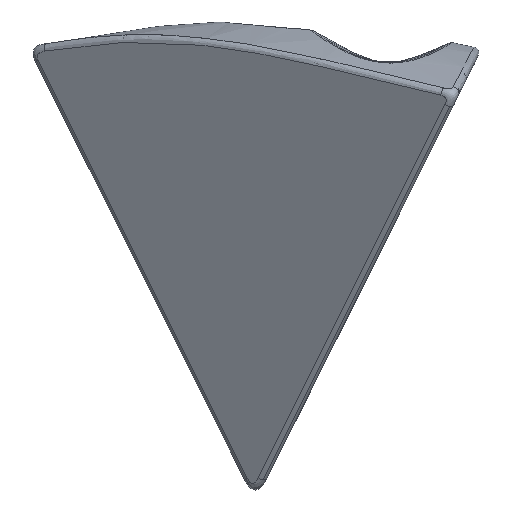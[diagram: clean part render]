
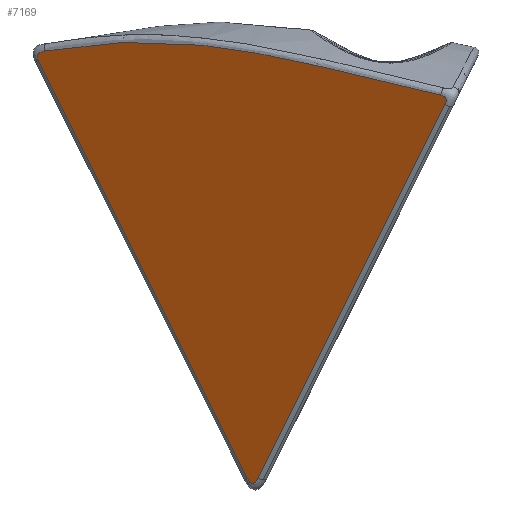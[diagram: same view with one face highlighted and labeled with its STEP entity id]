
A CAD part, left-side view. The second image highlights one B-rep face of the part: STEP entity #7169.
In plain terms, the highlighted planar face has unit normal (-0.873, 0.436, -0.218).
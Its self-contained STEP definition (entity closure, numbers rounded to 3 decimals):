
#4456=CARTESIAN_POINT('POINT17',(-0.175,
   6.939,14.577));
#4457=VERTEX_POINT('VERTEX17',#4456);
#4458=CARTESIAN_POINT('POINT18',(-0.351,
   6.737,14.877));
#4459=VERTEX_POINT('VERTEX18',#4458);
#4460=(BOUNDED_CURVE() B_SPLINE_CURVE(2,(#4461,#4462,#4463),
   .UNSPECIFIED.,.F.,.F.) B_SPLINE_CURVE_WITH_KNOTS((3,3),(0.,
   1.),.UNSPECIFIED.) CURVE() GEOMETRIC_REPRESENTATION_ITEM() 
   RATIONAL_B_SPLINE_CURVE((1.,1.,1.)) 
   REPRESENTATION_ITEM('SPLINE_CRV23'));
#4461=CARTESIAN_POINT('',(-0.175,6.939,
   14.577));
#4462=CARTESIAN_POINT('',(-0.175,7.061,
   14.82));
#4463=CARTESIAN_POINT('',(-0.351,6.737,
   14.877));
#4464=EDGE_CURVE('EDGE23',#4457,#4459,#4460,.T.);
#4829=CARTESIAN_POINT('POINT22',(-6.436,
   -6.148,13.446));
#4830=VERTEX_POINT('VERTEX22',#4829);
#4831=B_SPLINE_CURVE_WITH_KNOTS('SPLINE_CRV27',3,(#4832,#4833,#4834,
   #4835,#4836,#4837,#4838,#4839,#4840),.UNSPECIFIED.,.F.,.F.,(4,1,1,1,1
   ,1,4),(0.,0.187,0.322,
   0.5,0.673,0.841,
   1.),.UNSPECIFIED.);
#4832=CARTESIAN_POINT('',(-0.351,6.737,
   14.877));
#4833=CARTESIAN_POINT('',(-0.775,5.956,
   15.011));
#4834=CARTESIAN_POINT('',(-1.499,4.592,
   15.18));
#4835=CARTESIAN_POINT('',(-2.575,2.438,
   15.176));
#4836=CARTESIAN_POINT('',(-3.566,0.33,
   14.924));
#4837=CARTESIAN_POINT('',(-4.572,-1.91,
   14.466));
#4838=CARTESIAN_POINT('',(-5.515,-4.06,
   13.938));
#4839=CARTESIAN_POINT('',(-6.132,-5.465,
   13.597));
#4840=CARTESIAN_POINT('',(-6.436,-6.148,
   13.446));
#4841=EDGE_CURVE('EDGE29',#4459,#4830,#4831,.T.);
#7119=CARTESIAN_POINT('POINT36',(-0.175,
   0.139,0.976));
#7120=VERTEX_POINT('VERTEX36',#7119);
#7123=CARTESIAN_POINT('POS13',(-0.175,
   5.054,10.806));
#7124=DIRECTION('DIR20',(0.,0.447,
   0.894));
#7125=VECTOR('VEC6',#7124,1.);
#7126=LINE('STRAIGHT6',#7123,#7125);
#7127=EDGE_CURVE('EDGE52',#7120,#4457,#7126,.T.);
#7133=CARTESIAN_POINT('POINT37',(-0.357,
   -0.213,1.003));
#7134=VERTEX_POINT('VERTEX37',#7133);
#7135=(BOUNDED_CURVE() B_SPLINE_CURVE(2,(#7136,#7137,#7138),
   .UNSPECIFIED.,.F.,.F.) B_SPLINE_CURVE_WITH_KNOTS((3,3),(0.,
   1.),.UNSPECIFIED.) CURVE() GEOMETRIC_REPRESENTATION_ITEM() 
   RATIONAL_B_SPLINE_CURVE((1.,1.,1.)) 
   REPRESENTATION_ITEM('SPLINE_CRV39'));
#7136=CARTESIAN_POINT('',(-0.357,-0.213,
   1.003));
#7137=CARTESIAN_POINT('',(-0.175,-0.03,
   0.638));
#7138=CARTESIAN_POINT('',(-0.175,0.139,
   0.976));
#7139=EDGE_CURVE('EDGE53',#7134,#7120,#7135,.T.);
#7140=ORIENTED_EDGE('COEDGE91',*,*,#7139,.F.);
#7141=CARTESIAN_POINT('POINT38',(-6.425,
   -6.281,13.139));
#7142=VERTEX_POINT('VERTEX38',#7141);
#7143=CARTESIAN_POINT('POS14',(-5.206,
   -5.061,10.7));
#7144=DIRECTION('DIR21',(-0.408,-0.408,
   0.816));
#7145=VECTOR('VEC7',#7144,1.);
#7146=LINE('STRAIGHT7',#7143,#7145);
#7147=EDGE_CURVE('EDGE54',#7142,#7134,#7146,.F.);
#7148=ORIENTED_EDGE('COEDGE92',*,*,#7147,.F.);
#7149=(BOUNDED_CURVE() B_SPLINE_CURVE(3,(#7150,#7151,#7152,#7153,#7154,
   #7155,#7156),.UNSPECIFIED.,.F.,.F.) B_SPLINE_CURVE_WITH_KNOTS((4,1,1,
   1,4),(-0.577,-0.289,0.,
   0.289,0.577),.UNSPECIFIED.) CURVE() 
   GEOMETRIC_REPRESENTATION_ITEM() RATIONAL_B_SPLINE_CURVE((1.,
   1.,1.,1.,1.,1.,1.)) 
   REPRESENTATION_ITEM('SPLINE_CRV40'));
#7150=CARTESIAN_POINT('',(-6.436,-6.148,
   13.446));
#7151=CARTESIAN_POINT('',(-6.454,-6.191,
   13.436));
#7152=CARTESIAN_POINT('',(-6.483,-6.261,
   13.409));
#7153=CARTESIAN_POINT('',(-6.495,-6.318,
   13.344));
#7154=CARTESIAN_POINT('',(-6.478,-6.327,
   13.256));
#7155=CARTESIAN_POINT('',(-6.446,-6.301,
   13.181));
#7156=CARTESIAN_POINT('',(-6.425,-6.281,
   13.139));
#7157=EDGE_CURVE('EDGE55',#4830,#7142,#7149,.T.);
#7158=ORIENTED_EDGE('COEDGE93',*,*,#7157,.F.);
#7159=ORIENTED_EDGE('COEDGE94',*,*,#4841,.F.);
#7160=ORIENTED_EDGE('COEDGE95',*,*,#4464,.F.);
#7161=ORIENTED_EDGE('COEDGE96',*,*,#7127,.F.);
#7162=EDGE_LOOP('NONE',(#7140,#7148,#7158,#7159,#7160,#7161));
#7163=FACE_BOUND('LOOP1',#7162,.T.);
#7164=CARTESIAN_POINT('POS15',(-3.333,0.,
   13.333));
#7165=DIRECTION('DIR22',(0.873,-0.436,
   0.218));
#7166=DIRECTION('DIR23',(0.488,0.781,
   -0.39));
#7167=AXIS2_PLACEMENT_3D('AXIS8',#7164,#7165,#7166);
#7168=PLANE('PLANE2',#7167);
#7169=ADVANCED_FACE('FACE19',(#7163),#7168,.F.);
